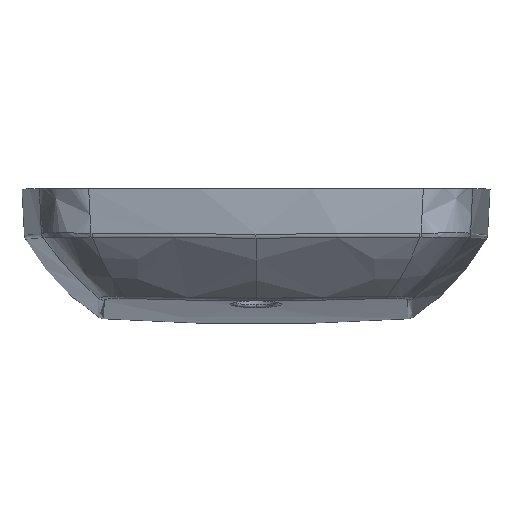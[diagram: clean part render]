
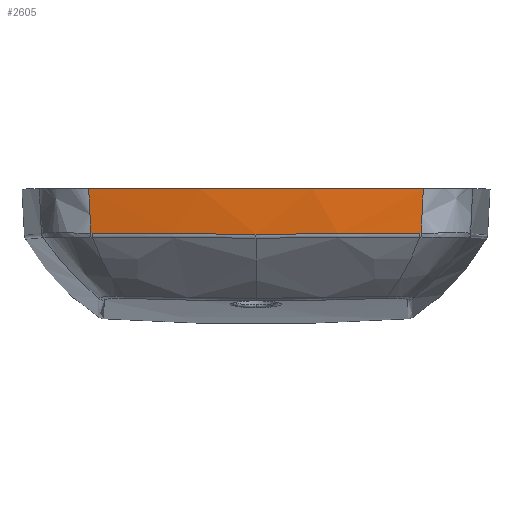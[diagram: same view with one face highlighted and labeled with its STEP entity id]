
A CAD part, top view. The second image highlights one B-rep face of the part: STEP entity #2605.
In plain terms, the highlighted conical face has half-angle 3 degrees and reference radius 91.993 mm.
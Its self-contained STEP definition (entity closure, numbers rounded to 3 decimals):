
#180=B_SPLINE_CURVE_WITH_KNOTS('',3,(#4665,#4666,#4667,#4668,#4669,#4670,
#4671,#4672,#4673,#4674,#4675,#4676,#4677,#4678,#4679,#4680,#4681,#4682,
#4683),.UNSPECIFIED.,.F.,.F.,(4,3,3,3,3,3,4),(0.,0.003,
0.007,0.008,0.012,0.015,
0.017),.UNSPECIFIED.);
#181=B_SPLINE_CURVE_WITH_KNOTS('',3,(#4685,#4686,#4687,#4688,#4689,#4690,
#4691,#4692,#4693,#4694,#4695,#4696,#4697,#4698,#4699,#4700,#4701,#4702,
#4703),.UNSPECIFIED.,.F.,.F.,(4,3,3,3,3,3,4),(0.,0.003,
0.007,0.008,0.012,0.015,
0.017),.UNSPECIFIED.);
#182=B_SPLINE_CURVE_WITH_KNOTS('',3,(#4705,#4706,#4707,#4708),
 .UNSPECIFIED.,.F.,.F.,(4,4),(0.,0.),.UNSPECIFIED.);
#183=B_SPLINE_CURVE_WITH_KNOTS('',3,(#4710,#4711,#4712,#4713),
 .UNSPECIFIED.,.F.,.F.,(4,4),(0.,0.387),.UNSPECIFIED.);
#184=B_SPLINE_CURVE_WITH_KNOTS('',3,(#4724,#4725,#4726,#4727,#4728,#4729,
#4730),.UNSPECIFIED.,.F.,.F.,(4,3,4),(0.,0.349,
1.),.UNSPECIFIED.);
#185=B_SPLINE_CURVE_WITH_KNOTS('',3,(#4732,#4733,#4734,#4735),
 .UNSPECIFIED.,.F.,.F.,(4,4),(0.,0.242),.UNSPECIFIED.);
#186=B_SPLINE_CURVE_WITH_KNOTS('',3,(#4736,#4737,#4738,#4739),
 .UNSPECIFIED.,.F.,.F.,(4,4),(0.,0.),.UNSPECIFIED.);
#516=FACE_OUTER_BOUND('',#671,.T.);
#671=EDGE_LOOP('',(#1831,#1832,#1833,#1834,#1835,#1836,#1837,#1838,#1839));
#842=(
BOUNDED_CURVE()
B_SPLINE_CURVE(3,(#4715,#4716,#4717,#4718,#4719,#4720),.UNSPECIFIED.,.F.,
 .F.)
B_SPLINE_CURVE_WITH_KNOTS((4,2,4),(0.,0.349,1.),
 .UNSPECIFIED.)
CURVE()
GEOMETRIC_REPRESENTATION_ITEM()
RATIONAL_B_SPLINE_CURVE((1.,1.,1.,
1.,1.,1.))
REPRESENTATION_ITEM('')
);
#912=CIRCLE('',#2829,91.969);
#1097=VERTEX_POINT('',#4663);
#1098=VERTEX_POINT('',#4664);
#1099=VERTEX_POINT('',#4684);
#1100=VERTEX_POINT('',#4704);
#1101=VERTEX_POINT('',#4709);
#1102=VERTEX_POINT('',#4714);
#1103=VERTEX_POINT('',#4721);
#1104=VERTEX_POINT('',#4723);
#1105=VERTEX_POINT('',#4731);
#1389=EDGE_CURVE('',#1097,#1098,#180,.T.);
#1390=EDGE_CURVE('',#1099,#1098,#181,.T.);
#1391=EDGE_CURVE('',#1100,#1099,#182,.T.);
#1392=EDGE_CURVE('',#1101,#1100,#183,.T.);
#1393=EDGE_CURVE('',#1102,#1101,#842,.T.);
#1394=EDGE_CURVE('',#1102,#1103,#912,.T.);
#1395=EDGE_CURVE('',#1103,#1104,#184,.T.);
#1396=EDGE_CURVE('',#1104,#1105,#185,.T.);
#1397=EDGE_CURVE('',#1105,#1097,#186,.T.);
#1831=ORIENTED_EDGE('',*,*,#1389,.T.);
#1832=ORIENTED_EDGE('',*,*,#1390,.F.);
#1833=ORIENTED_EDGE('',*,*,#1391,.F.);
#1834=ORIENTED_EDGE('',*,*,#1392,.F.);
#1835=ORIENTED_EDGE('',*,*,#1393,.F.);
#1836=ORIENTED_EDGE('',*,*,#1394,.T.);
#1837=ORIENTED_EDGE('',*,*,#1395,.T.);
#1838=ORIENTED_EDGE('',*,*,#1396,.T.);
#1839=ORIENTED_EDGE('',*,*,#1397,.T.);
#2575=CONICAL_SURFACE('',#2828,91.993,0.052);
#2605=ADVANCED_FACE('',(#516),#2575,.T.);
#2828=AXIS2_PLACEMENT_3D('',#4662,#3131,#3132);
#2829=AXIS2_PLACEMENT_3D('',#4722,#3133,#3134);
#3131=DIRECTION('center_axis',(0.,1.,0.));
#3132=DIRECTION('ref_axis',(0.,0.,1.));
#3133=DIRECTION('center_axis',(0.,-1.,0.));
#3134=DIRECTION('ref_axis',(0.,0.,1.));
#4662=CARTESIAN_POINT('Origin',(0.,4.603,-52.9));
#4663=CARTESIAN_POINT('',(-16.875,-0.47,37.261));
#4664=CARTESIAN_POINT('',(0.,-0.549,38.823));
#4665=CARTESIAN_POINT('Ctrl Pts',(-16.875,-0.47,
37.261));
#4666=CARTESIAN_POINT('Ctrl Pts',(-15.751,-0.479,
37.471));
#4667=CARTESIAN_POINT('Ctrl Pts',(-14.624,-0.488,
37.66));
#4668=CARTESIAN_POINT('Ctrl Pts',(-13.497,-0.496,37.827));
#4669=CARTESIAN_POINT('Ctrl Pts',(-12.365,-0.504,37.995));
#4670=CARTESIAN_POINT('Ctrl Pts',(-11.232,-0.511,
38.142));
#4671=CARTESIAN_POINT('Ctrl Pts',(-10.097,-0.518,38.267));
#4672=CARTESIAN_POINT('Ctrl Pts',(-9.557,-0.521,
38.327));
#4673=CARTESIAN_POINT('Ctrl Pts',(-9.017,-0.524,
38.382));
#4674=CARTESIAN_POINT('Ctrl Pts',(-8.476,-0.526,
38.432));
#4675=CARTESIAN_POINT('Ctrl Pts',(-7.339,-0.532,
38.537));
#4676=CARTESIAN_POINT('Ctrl Pts',(-6.199,-0.537,38.621));
#4677=CARTESIAN_POINT('Ctrl Pts',(-5.056,-0.54,
38.684));
#4678=CARTESIAN_POINT('Ctrl Pts',(-3.92,-0.544,
38.746));
#4679=CARTESIAN_POINT('Ctrl Pts',(-2.781,-0.547,
38.788));
#4680=CARTESIAN_POINT('Ctrl Pts',(-1.64,-0.548,
38.808));
#4681=CARTESIAN_POINT('Ctrl Pts',(-1.094,-0.549,
38.818));
#4682=CARTESIAN_POINT('Ctrl Pts',(-0.547,-0.549,
38.823));
#4683=CARTESIAN_POINT('Ctrl Pts',(0.,-0.549,
38.823));
#4684=CARTESIAN_POINT('',(16.875,-0.47,37.261));
#4685=CARTESIAN_POINT('Ctrl Pts',(16.875,-0.47,37.261));
#4686=CARTESIAN_POINT('Ctrl Pts',(15.751,-0.479,37.471));
#4687=CARTESIAN_POINT('Ctrl Pts',(14.624,-0.488,37.66));
#4688=CARTESIAN_POINT('Ctrl Pts',(13.497,-0.496,37.827));
#4689=CARTESIAN_POINT('Ctrl Pts',(12.365,-0.504,37.995));
#4690=CARTESIAN_POINT('Ctrl Pts',(11.232,-0.511,38.142));
#4691=CARTESIAN_POINT('Ctrl Pts',(10.097,-0.518,38.267));
#4692=CARTESIAN_POINT('Ctrl Pts',(9.557,-0.521,38.327));
#4693=CARTESIAN_POINT('Ctrl Pts',(9.017,-0.524,38.382));
#4694=CARTESIAN_POINT('Ctrl Pts',(8.476,-0.526,38.432));
#4695=CARTESIAN_POINT('Ctrl Pts',(7.339,-0.532,38.537));
#4696=CARTESIAN_POINT('Ctrl Pts',(6.199,-0.537,38.621));
#4697=CARTESIAN_POINT('Ctrl Pts',(5.056,-0.54,38.684));
#4698=CARTESIAN_POINT('Ctrl Pts',(3.92,-0.544,38.746));
#4699=CARTESIAN_POINT('Ctrl Pts',(2.781,-0.547,38.788));
#4700=CARTESIAN_POINT('Ctrl Pts',(1.64,-0.548,38.808));
#4701=CARTESIAN_POINT('Ctrl Pts',(1.094,-0.549,38.818));
#4702=CARTESIAN_POINT('Ctrl Pts',(0.547,-0.549,
38.823));
#4703=CARTESIAN_POINT('Ctrl Pts',(0.,-0.549,
38.823));
#4704=CARTESIAN_POINT('',(17.013,-0.466,37.236));
#4705=CARTESIAN_POINT('Ctrl Pts',(17.013,-0.466,37.236));
#4706=CARTESIAN_POINT('Ctrl Pts',(16.967,-0.468,37.244));
#4707=CARTESIAN_POINT('Ctrl Pts',(16.921,-0.469,37.253));
#4708=CARTESIAN_POINT('Ctrl Pts',(16.875,-0.47,37.261));
#4709=CARTESIAN_POINT('',(17.111,1.464,37.32));
#4710=CARTESIAN_POINT('Ctrl Pts',(17.111,1.464,37.32));
#4711=CARTESIAN_POINT('Ctrl Pts',(17.078,0.82,37.292));
#4712=CARTESIAN_POINT('Ctrl Pts',(17.046,0.177,37.264));
#4713=CARTESIAN_POINT('Ctrl Pts',(17.013,-0.466,37.236));
#4714=CARTESIAN_POINT('',(17.247,4.143,37.437));
#4715=CARTESIAN_POINT('Ctrl Pts',(17.247,4.143,37.437));
#4716=CARTESIAN_POINT('Ctrl Pts',(17.231,3.832,37.424));
#4717=CARTESIAN_POINT('Ctrl Pts',(17.215,3.52,37.41));
#4718=CARTESIAN_POINT('Ctrl Pts',(17.17,2.627,37.371));
#4719=CARTESIAN_POINT('Ctrl Pts',(17.14,2.045,37.345));
#4720=CARTESIAN_POINT('Ctrl Pts',(17.111,1.464,37.32));
#4721=CARTESIAN_POINT('',(-17.247,4.143,37.437));
#4722=CARTESIAN_POINT('Origin',(0.,4.143,-52.9));
#4723=CARTESIAN_POINT('',(-17.111,1.464,37.32));
#4724=CARTESIAN_POINT('Ctrl Pts',(-17.247,4.143,37.437));
#4725=CARTESIAN_POINT('Ctrl Pts',(-17.231,3.832,37.424));
#4726=CARTESIAN_POINT('Ctrl Pts',(-17.215,3.52,37.41));
#4727=CARTESIAN_POINT('Ctrl Pts',(-17.199,3.208,37.396));
#4728=CARTESIAN_POINT('Ctrl Pts',(-17.17,2.627,37.371));
#4729=CARTESIAN_POINT('Ctrl Pts',(-17.14,2.045,37.345));
#4730=CARTESIAN_POINT('Ctrl Pts',(-17.111,1.464,37.32));
#4731=CARTESIAN_POINT('',(-17.013,-0.466,37.236));
#4732=CARTESIAN_POINT('Ctrl Pts',(-17.111,1.464,37.32));
#4733=CARTESIAN_POINT('Ctrl Pts',(-17.078,0.82,37.292));
#4734=CARTESIAN_POINT('Ctrl Pts',(-17.046,0.177,37.264));
#4735=CARTESIAN_POINT('Ctrl Pts',(-17.013,-0.466,
37.236));
#4736=CARTESIAN_POINT('Ctrl Pts',(-17.013,-0.466,
37.236));
#4737=CARTESIAN_POINT('Ctrl Pts',(-16.967,-0.468,37.244));
#4738=CARTESIAN_POINT('Ctrl Pts',(-16.921,-0.469,
37.253));
#4739=CARTESIAN_POINT('Ctrl Pts',(-16.875,-0.47,
37.261));
